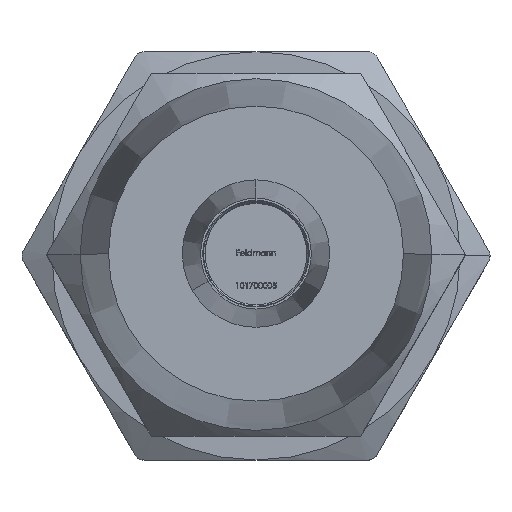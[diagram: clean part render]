
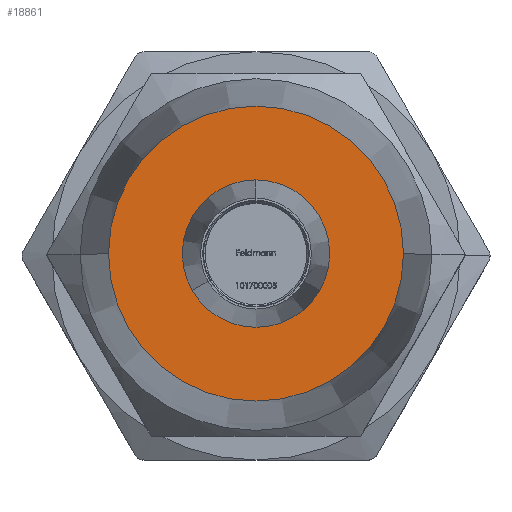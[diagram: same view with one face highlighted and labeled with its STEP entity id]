
A CAD part, top view. The second image highlights one B-rep face of the part: STEP entity #18861.
In plain terms, the highlighted planar face has unit normal (0, 0, 1).
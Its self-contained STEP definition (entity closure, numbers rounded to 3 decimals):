
#787 = VERTEX_POINT ( 'NONE', #3980 ) ;
#845 = AXIS2_PLACEMENT_3D ( 'NONE', #886, #14342, #2472 ) ;
#886 = CARTESIAN_POINT ( 'NONE',  ( 0., 0., 39. ) ) ;
#1881 = ORIENTED_EDGE ( 'NONE', *, *, #14974, .T. ) ;
#2472 = DIRECTION ( 'NONE',  ( -1., 0., 0. ) ) ;
#2497 = ORIENTED_EDGE ( 'NONE', *, *, #14780, .F. ) ;
#3148 = ORIENTED_EDGE ( 'NONE', *, *, #9886, .F. ) ;
#3980 = CARTESIAN_POINT ( 'NONE',  ( -3.25, 0., 39. ) ) ;
#4943 = FACE_BOUND ( 'NONE', #10766, .T. ) ;
#5056 = CIRCLE ( 'NONE', #5619, 6.5 ) ;
#5329 = DIRECTION ( 'NONE',  ( 0., 0., -1. ) ) ;
#5619 = AXIS2_PLACEMENT_3D ( 'NONE', #14995, #16546, #15256 ) ;
#6467 = PLANE ( 'NONE',  #14381 ) ;
#7111 = DIRECTION ( 'NONE',  ( -1., 0., 0. ) ) ;
#7310 = VERTEX_POINT ( 'NONE', #10988 ) ;
#7692 = ORIENTED_EDGE ( 'NONE', *, *, #16344, .T. ) ;
#7848 = CARTESIAN_POINT ( 'NONE',  ( -6.5, 0., 39. ) ) ;
#8410 = FACE_OUTER_BOUND ( 'NONE', #15206, .T. ) ;
#9465 = CARTESIAN_POINT ( 'NONE',  ( 6.5, 0., 39. ) ) ;
#9476 = CARTESIAN_POINT ( 'NONE',  ( 3.25, 0., 39. ) ) ;
#9886 = EDGE_CURVE ( 'NONE', #7310, #17459, #5056, .T. ) ;
#9928 = AXIS2_PLACEMENT_3D ( 'NONE', #17433, #16135, #7111 ) ;
#10000 = VERTEX_POINT ( 'NONE', #9476 ) ;
#10079 = CIRCLE ( 'NONE', #10530, 3.25 ) ;
#10508 = CARTESIAN_POINT ( 'NONE',  ( 0., 0., 39. ) ) ;
#10530 = AXIS2_PLACEMENT_3D ( 'NONE', #10508, #15092, #16459 ) ;
#10766 = EDGE_LOOP ( 'NONE', ( #1881, #7692 ) ) ;
#10988 = CARTESIAN_POINT ( 'NONE',  ( 6.5, 0., 39. ) ) ;
#11449 = CIRCLE ( 'NONE', #9928, 3.25 ) ;
#12803 = DIRECTION ( 'NONE',  ( -1., 0., 0. ) ) ;
#13384 = CIRCLE ( 'NONE', #845, 6.5 ) ;
#14342 = DIRECTION ( 'NONE',  ( 0., 0., -1. ) ) ;
#14381 = AXIS2_PLACEMENT_3D ( 'NONE', #9465, #5329, #12803 ) ;
#14780 = EDGE_CURVE ( 'NONE', #17459, #7310, #13384, .T. ) ;
#14974 = EDGE_CURVE ( 'NONE', #787, #10000, #10079, .T. ) ;
#14995 = CARTESIAN_POINT ( 'NONE',  ( 0., 0., 39. ) ) ;
#15092 = DIRECTION ( 'NONE',  ( 0., 0., -1. ) ) ;
#15206 = EDGE_LOOP ( 'NONE', ( #2497, #3148 ) ) ;
#15256 = DIRECTION ( 'NONE',  ( -1., 0., 0. ) ) ;
#16135 = DIRECTION ( 'NONE',  ( 0., 0., -1. ) ) ;
#16344 = EDGE_CURVE ( 'NONE', #10000, #787, #11449, .T. ) ;
#16459 = DIRECTION ( 'NONE',  ( -1., 0., 0. ) ) ;
#16546 = DIRECTION ( 'NONE',  ( 0., 0., -1. ) ) ;
#17433 = CARTESIAN_POINT ( 'NONE',  ( 0., 0., 39. ) ) ;
#17459 = VERTEX_POINT ( 'NONE', #7848 ) ;
#18861 = ADVANCED_FACE ( 'NONE', ( #8410, #4943 ), #6467, .F. ) ;
